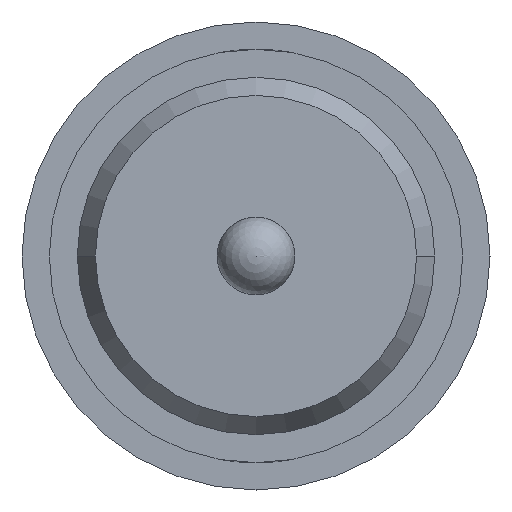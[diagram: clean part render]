
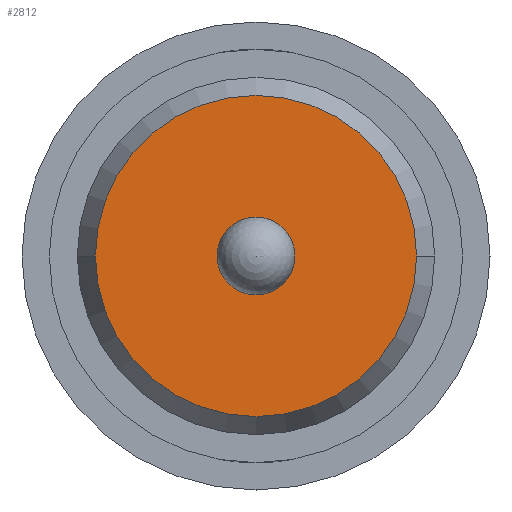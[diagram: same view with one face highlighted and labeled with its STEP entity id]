
A CAD part, front view. The second image highlights one B-rep face of the part: STEP entity #2812.
In plain terms, the highlighted planar face has unit normal (0, -1, 0).
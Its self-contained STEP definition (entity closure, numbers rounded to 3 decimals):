
#15 = CIRCLE ( 'NONE', #2172, 0.25 ) ;
#96 = AXIS2_PLACEMENT_3D ( 'NONE', #479, #1752, #4540 ) ;
#111 = DIRECTION ( 'NONE',  ( 0., 1., 0. ) ) ;
#142 = DIRECTION ( 'NONE',  ( 0., 0., -1. ) ) ;
#329 = CARTESIAN_POINT ( 'NONE',  ( -1.03, -28.6, 0. ) ) ;
#383 = ORIENTED_EDGE ( 'NONE', *, *, #3564, .T. ) ;
#479 = CARTESIAN_POINT ( 'NONE',  ( 0., -28.6, 0. ) ) ;
#555 = CIRCLE ( 'NONE', #96, 0.25 ) ;
#610 = EDGE_CURVE ( 'Defeature ausgef�hrt1_23+Defeature ausgef�hrt1_25+Defeature ausgef�hrt1_25+Defeature ausgef�hrt1_25', #1813, #1122, #1189, .T. ) ;
#767 = CARTESIAN_POINT ( 'NONE',  ( 0., -28.6, 0.25 ) ) ;
#796 = PLANE ( 'NONE',  #1873 ) ;
#1122 = VERTEX_POINT ( 'NONE', #329 ) ;
#1189 = CIRCLE ( 'NONE', #4361, 1.03 ) ;
#1606 = EDGE_LOOP ( 'NONE', ( #383, #5090 ) ) ;
#1635 = CARTESIAN_POINT ( 'NONE',  ( -1.145, -28.6, 0. ) ) ;
#1752 = DIRECTION ( 'NONE',  ( 0., 1., 0. ) ) ;
#1813 = VERTEX_POINT ( 'NONE', #2732 ) ;
#1873 = AXIS2_PLACEMENT_3D ( 'NONE', #1635, #1966, #2443 ) ;
#1966 = DIRECTION ( 'NONE',  ( 0., -1., 0. ) ) ;
#2026 = FACE_OUTER_BOUND ( 'NONE', #1606, .T. ) ;
#2165 = DIRECTION ( 'NONE',  ( 1., 0., 0. ) ) ;
#2172 = AXIS2_PLACEMENT_3D ( 'NONE', #4197, #111, #142 ) ;
#2443 = DIRECTION ( 'NONE',  ( 1., 0., 0. ) ) ;
#2449 = EDGE_CURVE ( 'Defeature ausgef�hrt1_23+Defeature ausgef�hrt1_27+Defeature ausgef�hrt1_27+Defeature ausgef�hrt1_27', #3610, #3414, #15, .T. ) ;
#2732 = CARTESIAN_POINT ( 'NONE',  ( 1.03, -28.6, 0. ) ) ;
#2812 = ADVANCED_FACE ( 'Defeature ausgef�hrt1_23', ( #4052, #2026 ), #796, .T. ) ;
#2874 = DIRECTION ( 'NONE',  ( 1., 0., 0. ) ) ;
#2912 = EDGE_LOOP ( 'NONE', ( #3903, #4974 ) ) ;
#3414 = VERTEX_POINT ( 'NONE', #767 ) ;
#3564 = EDGE_CURVE ( 'Defeature ausgef�hrt1_23+Defeature ausgef�hrt1_25+Defeature ausgef�hrt1_25+Defeature ausgef�hrt1_25', #1122, #1813, #4675, .T. ) ;
#3578 = AXIS2_PLACEMENT_3D ( 'NONE', #5263, #4867, #2874 ) ;
#3610 = VERTEX_POINT ( 'NONE', #4557 ) ;
#3623 = EDGE_CURVE ( 'Defeature ausgef�hrt1_23+Defeature ausgef�hrt1_27+Defeature ausgef�hrt1_27+Defeature ausgef�hrt1_27', #3414, #3610, #555, .T. ) ;
#3797 = DIRECTION ( 'NONE',  ( 0., -1., 0. ) ) ;
#3903 = ORIENTED_EDGE ( 'NONE', *, *, #3623, .T. ) ;
#4052 = FACE_BOUND ( 'NONE', #2912, .T. ) ;
#4197 = CARTESIAN_POINT ( 'NONE',  ( 0., -28.6, 0. ) ) ;
#4361 = AXIS2_PLACEMENT_3D ( 'NONE', #4568, #3797, #2165 ) ;
#4540 = DIRECTION ( 'NONE',  ( 0., 0., -1. ) ) ;
#4557 = CARTESIAN_POINT ( 'NONE',  ( 0., -28.6, -0.25 ) ) ;
#4568 = CARTESIAN_POINT ( 'NONE',  ( 0., -28.6, 0. ) ) ;
#4675 = CIRCLE ( 'NONE', #3578, 1.03 ) ;
#4867 = DIRECTION ( 'NONE',  ( 0., -1., 0. ) ) ;
#4974 = ORIENTED_EDGE ( 'NONE', *, *, #2449, .T. ) ;
#5090 = ORIENTED_EDGE ( 'NONE', *, *, #610, .T. ) ;
#5263 = CARTESIAN_POINT ( 'NONE',  ( 0., -28.6, 0. ) ) ;
